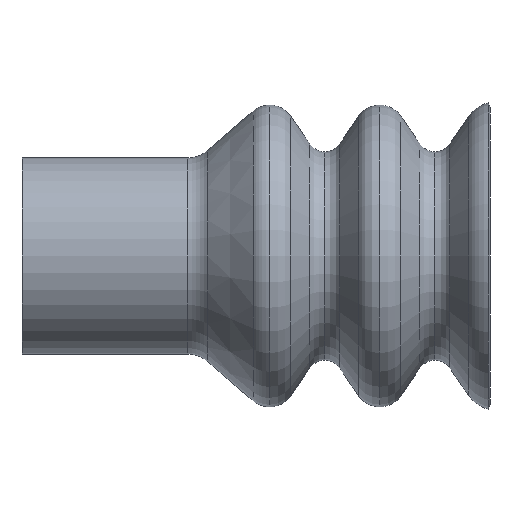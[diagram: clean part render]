
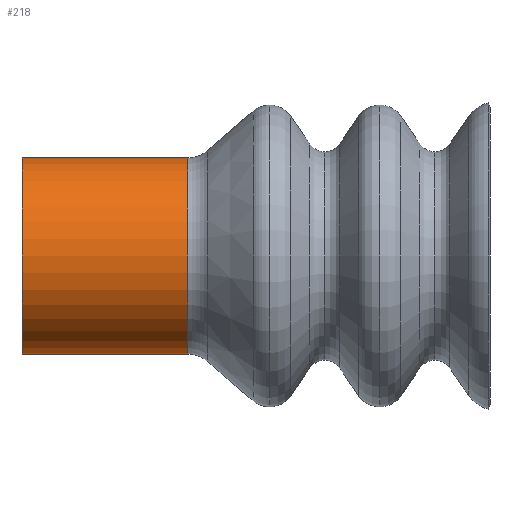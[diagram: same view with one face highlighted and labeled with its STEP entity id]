
A CAD part, left-side view. The second image highlights one B-rep face of the part: STEP entity #218.
In plain terms, the highlighted cylindrical face has radius 6.5 mm (diameter 13 mm), a partial arc.
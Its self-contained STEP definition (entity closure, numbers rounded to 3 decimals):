
#218=ADVANCED_FACE('',(#432),#433,.T.);
#432=FACE_OUTER_BOUND('',#639,.T.);
#433=CYLINDRICAL_SURFACE('',#640,6.5);
#639=EDGE_LOOP('',(#1159,#1160,#1161,#1162));
#640=AXIS2_PLACEMENT_3D('',#1163,#1164,#1165);
#1159=ORIENTED_EDGE('',*,*,#1240,.F.);
#1160=ORIENTED_EDGE('',*,*,#1244,.T.);
#1161=ORIENTED_EDGE('',*,*,#1242,.T.);
#1162=ORIENTED_EDGE('',*,*,#1370,.F.);
#1163=CARTESIAN_POINT('',(0.0,4.412,0.0));
#1164=DIRECTION('',(0.0,1.0,0.0));
#1165=DIRECTION('',(0.0,0.0,1.0));
#1240=EDGE_CURVE('',#1470,#1472,#1473,.T.);
#1242=EDGE_CURVE('',#1469,#1474,#1476,.T.);
#1244=EDGE_CURVE('',#1470,#1469,#1478,.T.);
#1370=EDGE_CURVE('',#1472,#1474,#1636,.T.);
#1469=VERTEX_POINT('',#1735);
#1470=VERTEX_POINT('',#1736);
#1472=VERTEX_POINT('',#1738);
#1473=LINE('',#1739,#1740);
#1474=VERTEX_POINT('',#1741);
#1476=LINE('',#1743,#1744);
#1478=CIRCLE('',#1746,6.5);
#1636=CIRCLE('',#1928,6.5);
#1735=CARTESIAN_POINT('',(0.0,-10.988,6.5));
#1736=CARTESIAN_POINT('',(0.,-10.988,-6.5));
#1738=CARTESIAN_POINT('',(0.,0.0,-6.5));
#1739=CARTESIAN_POINT('',(0.,4.412,-6.5));
#1740=VECTOR('',#2077,1000.0);
#1741=CARTESIAN_POINT('',(0.0,0.0,6.5));
#1743=CARTESIAN_POINT('',(0.0,4.412,6.5));
#1744=VECTOR('',#2081,1000.0);
#1746=AXIS2_PLACEMENT_3D('',#2082,#2083,#2084);
#1928=AXIS2_PLACEMENT_3D('',#2271,#2272,#2273);
#2077=DIRECTION('',(0.0,1.0,0.0));
#2081=DIRECTION('',(0.0,1.0,0.0));
#2082=CARTESIAN_POINT('',(0.0,-10.988,0.0));
#2083=DIRECTION('',(0.0,1.0,0.0));
#2084=DIRECTION('',(0.0,0.0,1.0));
#2271=CARTESIAN_POINT('',(0.0,0.0,0.0));
#2272=DIRECTION('',(0.0,1.0,0.0));
#2273=DIRECTION('',(0.0,0.0,1.0));
